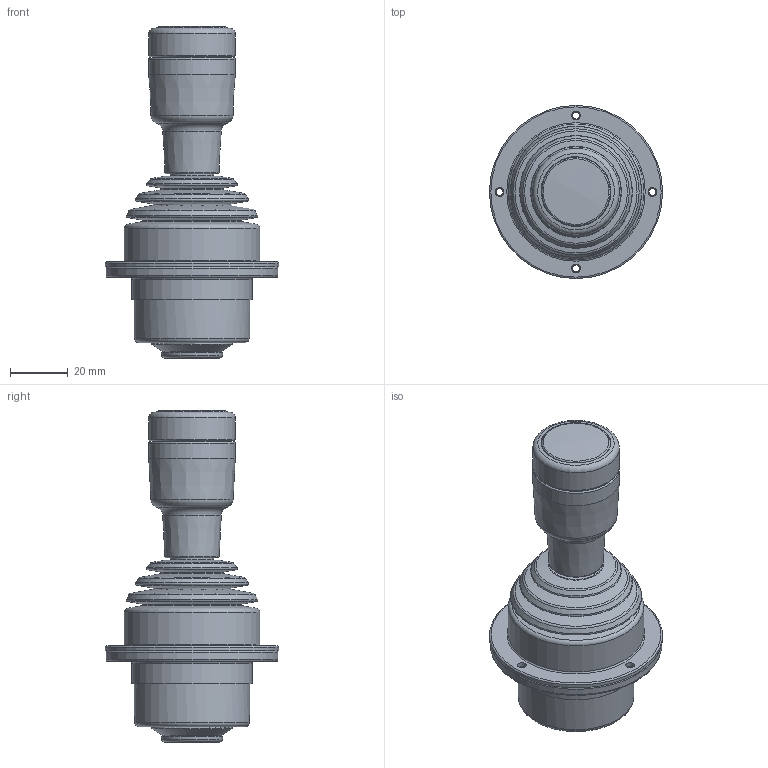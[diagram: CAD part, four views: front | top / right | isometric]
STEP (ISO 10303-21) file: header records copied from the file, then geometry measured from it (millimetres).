
FILE_DESCRIPTION(/* description */ ('','CAx-IF Rec.Pracs.---Representation and Presentation of Product Manufacturing Information (PMI)---3.8---2014-02-18'),/* implementation_level */ '2;1');
FILE_NAME(/* name */ '60-01279.stp',/* time_stamp */ '2020-11-10T14:58:34+01:00',/* author */ ('mk'),/* organization */ (''),/* preprocessor_version */ 'ST-DEVELOPER v16.5',/* originating_system */ 'Autodesk Inventor 2017',/* authorisation */ '');
FILE_SCHEMA (('AP203_CONFIGURATION_CONTROLLED_3D_DESIGN_OF_MECHANICAL_PARTS_AND_ASSEMBLIES_MIM_LF { 1 0 10303 203 3 1 4 }','AP242_MANAGED_MODEL_BASED_3D_ENGINEERING_MIM_LF { 1 0 10303 442 1 1 4 }'));
Length unit declared in the file: millimetre
Products named in the file (1): 60-01279
Bounding box: 60 x 60 x 115.04 mm (x, y, z)
Volume: 111576.9 mm3; surface area: 22688.4 mm2
Topology: 1 solids, 1 shells, 242 faces, 555 edges, 359 vertices
Faces by surface type: plane 99, cylinder 82, torus 29, cone 27, bspline 3, sphere 2
Full cylindrical faces by diameter (mm): 2.459 x4, 3 x4, 3.2 x8, 10.9 x1, 15 x1, 15.5 x1, 20.2 x1, 23.7 x1, 24.2 x1, 26.184 x1, 26.5 x1, 27 x1, 30 x2, 40 x1, 41.75 x1, 47 x1, 59.5 x1, 60 x1
Entity records: 6731 total; most frequent: CARTESIAN_POINT 1215, DIRECTION 1161, ORIENTED_EDGE 906, AXIS2_PLACEMENT_3D 477, EDGE_CURVE 453, EDGE_LOOP 376, VERTEX_POINT 339, FACE_OUTER_BOUND 242
